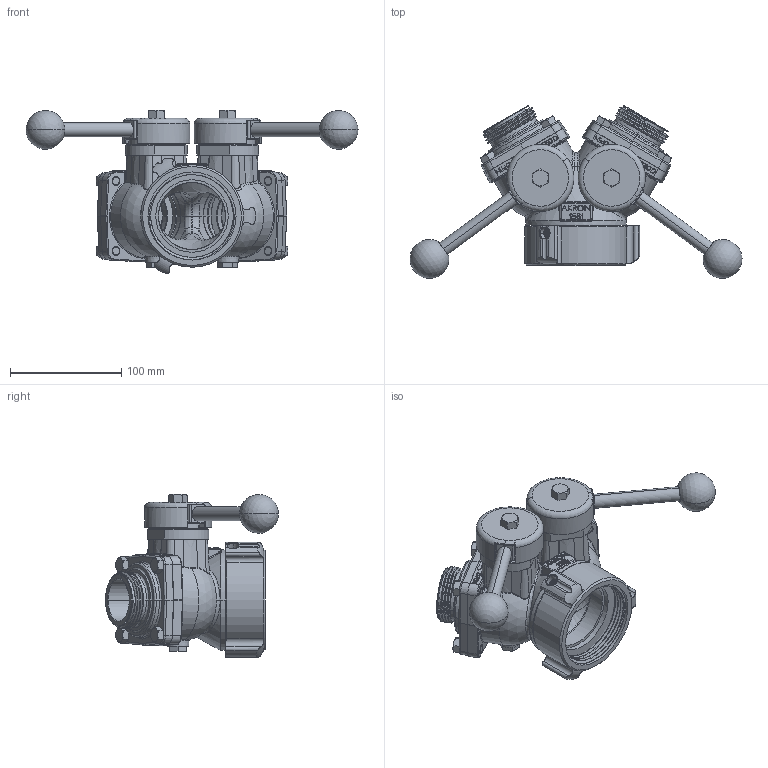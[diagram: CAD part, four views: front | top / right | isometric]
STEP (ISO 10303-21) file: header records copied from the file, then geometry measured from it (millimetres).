
FILE_DESCRIPTION((''),'2;1');
FILE_NAME('D20248_SW0001','2012-04-30T',('jhabe'),(''),'PRO/ENGINEER BY PARAMETRIC TECHNOLOGY CORPORATION, 2011310','PRO/ENGINEER BY PARAMETRIC TECHNOLOGY CORPORATION, 2011310','');
FILE_SCHEMA(('CONFIG_CONTROL_DESIGN'));
Length unit declared in the file: inch
Products named in the file (1): D20248_SW0001
Bounding box: 298.31 x 155.3 x 146.58 mm (x, y, z)
Surface area: 232352.2 mm2 (no closed solid volume)
Topology: 0 solids, 45 shells, 1563 faces, 4770 edges, 3181 vertices
Faces by surface type: plane 508, cylinder 299, extrusion 246, cone 241, bspline 174, torus 76, sphere 19
Entity records: 69666 total; most frequent: CARTESIAN_POINT 30607, ORIENTED_EDGE 8242, DIRECTION 6833, EDGE_CURVE 4746, VERTEX_POINT 3181, AXIS2_PLACEMENT_3D 2283, VECTOR 2267, LINE 2021
